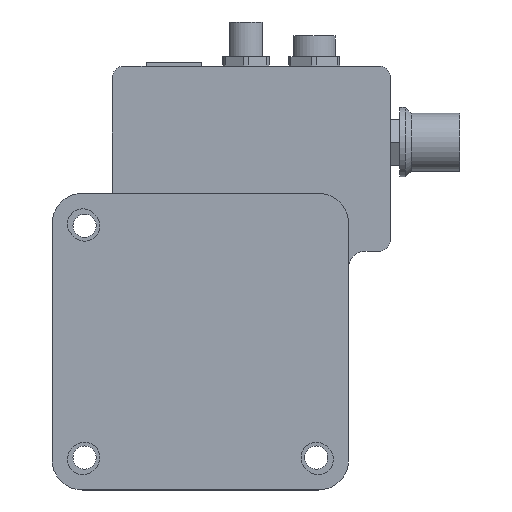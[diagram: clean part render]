
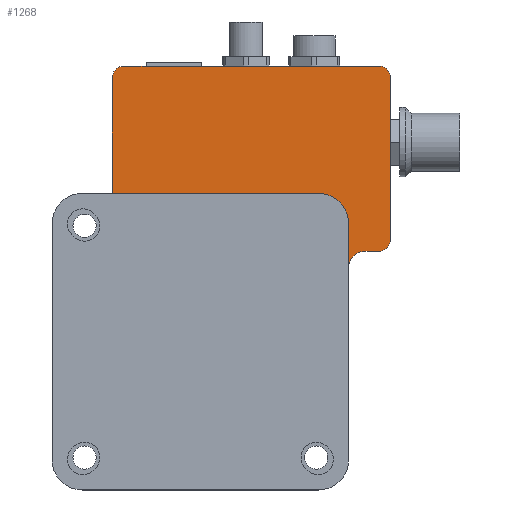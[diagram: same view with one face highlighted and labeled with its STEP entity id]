
A CAD part, front view. The second image highlights one B-rep face of the part: STEP entity #1268.
In plain terms, the highlighted planar face has unit normal (0, -1, 0).
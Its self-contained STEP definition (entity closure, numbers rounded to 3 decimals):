
#8 = CARTESIAN_POINT ( 'NONE',  ( 25.5, 1., 32. ) ) ;
#101 = VECTOR ( 'NONE', #1213, 1000. ) ;
#110 = CIRCLE ( 'NONE', #6778, 2.5 ) ;
#135 = CARTESIAN_POINT ( 'NONE',  ( 32., 1., 16. ) ) ;
#397 = VERTEX_POINT ( 'NONE', #8 ) ;
#537 = EDGE_CURVE ( 'NONE', #2680, #14287, #2627, .T. ) ;
#620 = VERTEX_POINT ( 'NONE', #1278 ) ;
#753 = EDGE_CURVE ( 'NONE', #4037, #1245, #110, .T. ) ;
#1084 = AXIS2_PLACEMENT_3D ( 'NONE', #6783, #13510, #10226 ) ;
#1106 = VECTOR ( 'NONE', #10325, 1000. ) ;
#1213 = DIRECTION ( 'NONE',  ( 1., 0., 0. ) ) ;
#1245 = VERTEX_POINT ( 'NONE', #7066 ) ;
#1268 = ADVANCED_FACE ( 'NONE', ( #11329 ), #11617, .T. ) ;
#1278 = CARTESIAN_POINT ( 'NONE',  ( -19., 1., 32. ) ) ;
#1293 = VERTEX_POINT ( 'NONE', #3893 ) ;
#1340 = AXIS2_PLACEMENT_3D ( 'NONE', #10410, #8321, #8158 ) ;
#1371 = ORIENTED_EDGE ( 'NONE', *, *, #9623, .F. ) ;
#1676 = EDGE_CURVE ( 'NONE', #1293, #1245, #12489, .T. ) ;
#2004 = DIRECTION ( 'NONE',  ( 0., -1., 0. ) ) ;
#2149 = CIRCLE ( 'NONE', #10483, 3.5 ) ;
#2267 = CARTESIAN_POINT ( 'NONE',  ( -19., 1., 19.5 ) ) ;
#2489 = ORIENTED_EDGE ( 'NONE', *, *, #1676, .F. ) ;
#2503 = CARTESIAN_POINT ( 'NONE',  ( 41., 1., 19.5 ) ) ;
#2627 = LINE ( 'NONE', #6937, #101 ) ;
#2680 = VERTEX_POINT ( 'NONE', #11871 ) ;
#2858 = DIRECTION ( 'NONE',  ( 0., 0., -1. ) ) ;
#2869 = AXIS2_PLACEMENT_3D ( 'NONE', #11544, #13794, #10517 ) ;
#3256 = ORIENTED_EDGE ( 'NONE', *, *, #9375, .T. ) ;
#3468 = LINE ( 'NONE', #6892, #7796 ) ;
#3519 = VERTEX_POINT ( 'NONE', #5117 ) ;
#3893 = CARTESIAN_POINT ( 'NONE',  ( 41., 1., 57. ) ) ;
#3992 = VECTOR ( 'NONE', #6524, 1000. ) ;
#4037 = VERTEX_POINT ( 'NONE', #6356 ) ;
#4060 = CARTESIAN_POINT ( 'NONE',  ( 38.5, 1., 22. ) ) ;
#4215 = CIRCLE ( 'NONE', #1340, 2.5 ) ;
#4256 = CARTESIAN_POINT ( 'NONE',  ( 35.5, 1., 16. ) ) ;
#4337 = ORIENTED_EDGE ( 'NONE', *, *, #11654, .F. ) ;
#4470 = AXIS2_PLACEMENT_3D ( 'NONE', #9222, #4769, #4839 ) ;
#4482 = LINE ( 'NONE', #7611, #8254 ) ;
#4769 = DIRECTION ( 'NONE',  ( 0., -1., 0. ) ) ;
#4839 = DIRECTION ( 'NONE',  ( 0., 0., -1. ) ) ;
#4998 = CARTESIAN_POINT ( 'NONE',  ( 32., 1., 25.5 ) ) ;
#5117 = CARTESIAN_POINT ( 'NONE',  ( -19., 1., 57. ) ) ;
#5158 = DIRECTION ( 'NONE',  ( 0., 0., -1. ) ) ;
#5177 = EDGE_LOOP ( 'NONE', ( #6168, #3256, #1371, #8043, #14645, #4337, #11744, #6867, #14366, #2489, #12219 ) ) ;
#5511 = EDGE_CURVE ( 'NONE', #397, #620, #3468, .T. ) ;
#5603 = CARTESIAN_POINT ( 'NONE',  ( 35.5, 1., 19.5 ) ) ;
#6168 = ORIENTED_EDGE ( 'NONE', *, *, #537, .F. ) ;
#6356 = CARTESIAN_POINT ( 'NONE',  ( 38.5, 1., 19.5 ) ) ;
#6524 = DIRECTION ( 'NONE',  ( 0., 0., 1. ) ) ;
#6739 = LINE ( 'NONE', #2267, #3992 ) ;
#6778 = AXIS2_PLACEMENT_3D ( 'NONE', #4060, #13061, #2858 ) ;
#6783 = CARTESIAN_POINT ( 'NONE',  ( 35.5, 1., 16. ) ) ;
#6867 = ORIENTED_EDGE ( 'NONE', *, *, #13784, .F. ) ;
#6888 = VECTOR ( 'NONE', #10440, 1000. ) ;
#6892 = CARTESIAN_POINT ( 'NONE',  ( 25.5, 1., 32. ) ) ;
#6937 = CARTESIAN_POINT ( 'NONE',  ( -19., 1., 59.5 ) ) ;
#6997 = CARTESIAN_POINT ( 'NONE',  ( 35.5, 1., 19.5 ) ) ;
#7066 = CARTESIAN_POINT ( 'NONE',  ( 41., 1., 22. ) ) ;
#7611 = CARTESIAN_POINT ( 'NONE',  ( 32., 1., 25.5 ) ) ;
#7639 = VERTEX_POINT ( 'NONE', #135 ) ;
#7756 = EDGE_CURVE ( 'NONE', #8849, #7639, #2149, .T. ) ;
#7796 = VECTOR ( 'NONE', #14706, 1000. ) ;
#8043 = ORIENTED_EDGE ( 'NONE', *, *, #5511, .F. ) ;
#8158 = DIRECTION ( 'NONE',  ( 0., 0., -1. ) ) ;
#8254 = VECTOR ( 'NONE', #13572, 1000. ) ;
#8314 = CIRCLE ( 'NONE', #2869, 2.5 ) ;
#8321 = DIRECTION ( 'NONE',  ( 0., -1., 0. ) ) ;
#8849 = VERTEX_POINT ( 'NONE', #5603 ) ;
#9222 = CARTESIAN_POINT ( 'NONE',  ( 25.5, 1., 25.5 ) ) ;
#9244 = LINE ( 'NONE', #6997, #6888 ) ;
#9375 = EDGE_CURVE ( 'NONE', #2680, #3519, #4215, .T. ) ;
#9623 = EDGE_CURVE ( 'NONE', #620, #3519, #6739, .T. ) ;
#10226 = DIRECTION ( 'NONE',  ( 0., 0., -1. ) ) ;
#10325 = DIRECTION ( 'NONE',  ( 0., 0., -1. ) ) ;
#10410 = CARTESIAN_POINT ( 'NONE',  ( -16.5, 1., 57. ) ) ;
#10440 = DIRECTION ( 'NONE',  ( -1., 0., 0. ) ) ;
#10483 = AXIS2_PLACEMENT_3D ( 'NONE', #4256, #2004, #5158 ) ;
#10517 = DIRECTION ( 'NONE',  ( 0., 0., -1. ) ) ;
#11134 = CIRCLE ( 'NONE', #4470, 6.5 ) ;
#11329 = FACE_OUTER_BOUND ( 'NONE', #5177, .T. ) ;
#11458 = CARTESIAN_POINT ( 'NONE',  ( 38.5, 1., 59.5 ) ) ;
#11544 = CARTESIAN_POINT ( 'NONE',  ( 38.5, 1., 57. ) ) ;
#11617 = PLANE ( 'NONE',  #1084 ) ;
#11654 = EDGE_CURVE ( 'NONE', #7639, #14390, #4482, .T. ) ;
#11744 = ORIENTED_EDGE ( 'NONE', *, *, #7756, .F. ) ;
#11871 = CARTESIAN_POINT ( 'NONE',  ( -16.5, 1., 59.5 ) ) ;
#12130 = EDGE_CURVE ( 'NONE', #14390, #397, #11134, .T. ) ;
#12219 = ORIENTED_EDGE ( 'NONE', *, *, #13802, .T. ) ;
#12489 = LINE ( 'NONE', #2503, #1106 ) ;
#13061 = DIRECTION ( 'NONE',  ( 0., -1., 0. ) ) ;
#13510 = DIRECTION ( 'NONE',  ( 0., -1., 0. ) ) ;
#13572 = DIRECTION ( 'NONE',  ( 0., 0., 1. ) ) ;
#13784 = EDGE_CURVE ( 'NONE', #4037, #8849, #9244, .T. ) ;
#13794 = DIRECTION ( 'NONE',  ( 0., -1., 0. ) ) ;
#13802 = EDGE_CURVE ( 'NONE', #1293, #14287, #8314, .T. ) ;
#14287 = VERTEX_POINT ( 'NONE', #11458 ) ;
#14366 = ORIENTED_EDGE ( 'NONE', *, *, #753, .T. ) ;
#14390 = VERTEX_POINT ( 'NONE', #4998 ) ;
#14645 = ORIENTED_EDGE ( 'NONE', *, *, #12130, .F. ) ;
#14706 = DIRECTION ( 'NONE',  ( -1., 0., 0. ) ) ;
